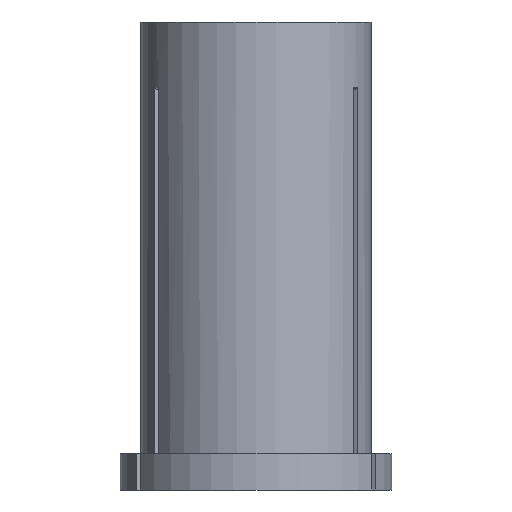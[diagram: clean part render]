
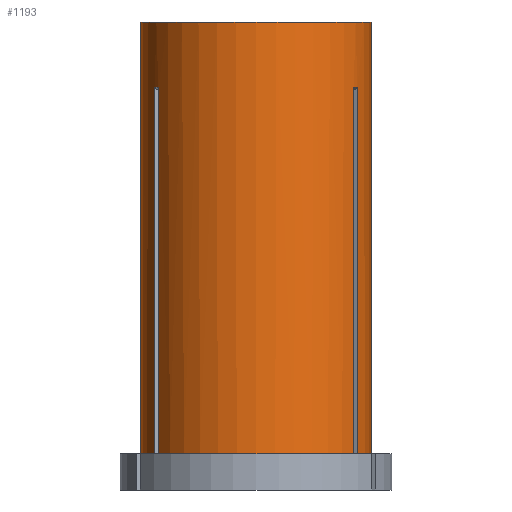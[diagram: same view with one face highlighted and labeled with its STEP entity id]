
A CAD part, front view. The second image highlights one B-rep face of the part: STEP entity #1193.
In plain terms, the highlighted cylindrical face has radius 15.875 mm (diameter 31.75 mm), a partial arc.
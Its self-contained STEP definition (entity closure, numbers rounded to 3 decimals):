
#9 = DIRECTION ( 'NONE',  ( 0., 0., 1. ) ) ;
#43 = LINE ( 'NONE', #1273, #752 ) ;
#49 = VECTOR ( 'NONE', #404, 1000. ) ;
#55 = VERTEX_POINT ( 'NONE', #1239 ) ;
#92 = CARTESIAN_POINT ( 'NONE',  ( 0., 0., -59.6 ) ) ;
#96 = DIRECTION ( 'NONE',  ( 1., 0., 0. ) ) ;
#142 = VERTEX_POINT ( 'NONE', #799 ) ;
#158 = EDGE_CURVE ( 'NONE', #941, #55, #579, .T. ) ;
#172 = VERTEX_POINT ( 'NONE', #1005 ) ;
#222 = EDGE_LOOP ( 'NONE', ( #256, #998, #1166, #1116, #538, #277, #463, #1066, #1269, #308, #986, #540 ) ) ;
#248 = DIRECTION ( 'NONE',  ( 0., 0., 1. ) ) ;
#256 = ORIENTED_EDGE ( 'NONE', *, *, #435, .F. ) ;
#277 = ORIENTED_EDGE ( 'NONE', *, *, #1139, .T. ) ;
#281 = DIRECTION ( 'NONE',  ( 1., 0., 0. ) ) ;
#308 = ORIENTED_EDGE ( 'NONE', *, *, #158, .T. ) ;
#338 = DIRECTION ( 'NONE',  ( 0., 0., 1. ) ) ;
#345 = CARTESIAN_POINT ( 'NONE',  ( -13.491, -8.367, 0. ) ) ;
#354 = EDGE_CURVE ( 'NONE', #893, #907, #1237, .T. ) ;
#356 = CARTESIAN_POINT ( 'NONE',  ( 13.913, -7.647, -9.002 ) ) ;
#368 = LINE ( 'NONE', #1040, #49 ) ;
#373 = CARTESIAN_POINT ( 'NONE',  ( -13.579, -8.226, -9.002 ) ) ;
#399 = CARTESIAN_POINT ( 'NONE',  ( 13.991, -7.501, -9.006 ) ) ;
#404 = DIRECTION ( 'NONE',  ( 0., 0., 1. ) ) ;
#413 = DIRECTION ( 'NONE',  ( 1., 0., 0. ) ) ;
#419 = EDGE_CURVE ( 'NONE', #1368, #1238, #960, .T. ) ;
#435 = EDGE_CURVE ( 'NONE', #893, #1085, #1291, .T. ) ;
#436 = LINE ( 'NONE', #345, #1030 ) ;
#443 = CIRCLE ( 'NONE', #1170, 15.875 ) ;
#454 = FACE_OUTER_BOUND ( 'NONE', #222, .T. ) ;
#457 = VECTOR ( 'NONE', #338, 1000. ) ;
#463 = ORIENTED_EDGE ( 'NONE', *, *, #497, .T. ) ;
#466 = VERTEX_POINT ( 'NONE', #1345 ) ;
#478 = LINE ( 'NONE', #1330, #1264 ) ;
#497 = EDGE_CURVE ( 'NONE', #522, #142, #368, .T. ) ;
#511 = DIRECTION ( 'NONE',  ( 1., 0., 0. ) ) ;
#516 = DIRECTION ( 'NONE',  ( 0., 0., 1. ) ) ;
#522 = VERTEX_POINT ( 'NONE', #634 ) ;
#530 = CARTESIAN_POINT ( 'NONE',  ( -13.991, -7.501, -9.006 ) ) ;
#538 = ORIENTED_EDGE ( 'NONE', *, *, #572, .F. ) ;
#540 = ORIENTED_EDGE ( 'NONE', *, *, #882, .F. ) ;
#544 = CARTESIAN_POINT ( 'NONE',  ( -15.875, 0., 0. ) ) ;
#548 = EDGE_CURVE ( 'NONE', #142, #1250, #1276, .T. ) ;
#556 = CARTESIAN_POINT ( 'NONE',  ( -13.991, -7.501, -9.006 ) ) ;
#564 = CARTESIAN_POINT ( 'NONE',  ( 13.751, -7.938, -8.998 ) ) ;
#572 = EDGE_CURVE ( 'NONE', #466, #1238, #436, .T. ) ;
#578 = CARTESIAN_POINT ( 'NONE',  ( -13.912, -7.648, -9.002 ) ) ;
#579 = CIRCLE ( 'NONE', #760, 15.875 ) ;
#593 = CARTESIAN_POINT ( 'NONE',  ( -13.991, -7.501, -59.6 ) ) ;
#618 = CARTESIAN_POINT ( 'NONE',  ( -13.491, -8.367, -9.006 ) ) ;
#634 = CARTESIAN_POINT ( 'NONE',  ( 13.491, -8.367, -59.6 ) ) ;
#665 = CARTESIAN_POINT ( 'NONE',  ( -13.491, -8.367, -9.006 ) ) ;
#674 = CARTESIAN_POINT ( 'NONE',  ( 13.491, -8.367, -9.006 ) ) ;
#680 = CIRCLE ( 'NONE', #1328, 15.875 ) ;
#695 = CARTESIAN_POINT ( 'NONE',  ( -15.875, 0., -59.6 ) ) ;
#696 = CARTESIAN_POINT ( 'NONE',  ( 0., 0., -59.6 ) ) ;
#698 = CARTESIAN_POINT ( 'NONE',  ( 0., 0., 0. ) ) ;
#752 = VECTOR ( 'NONE', #9, 1000. ) ;
#760 = AXIS2_PLACEMENT_3D ( 'NONE', #696, #1356, #96 ) ;
#764 = EDGE_CURVE ( 'NONE', #55, #172, #1365, .T. ) ;
#799 = CARTESIAN_POINT ( 'NONE',  ( 13.491, -8.367, -9.006 ) ) ;
#812 = CARTESIAN_POINT ( 'NONE',  ( 0., 0., -59.6 ) ) ;
#829 = CARTESIAN_POINT ( 'NONE',  ( 0., 0., 0. ) ) ;
#878 = CARTESIAN_POINT ( 'NONE',  ( 13.991, -7.501, -9.006 ) ) ;
#882 = EDGE_CURVE ( 'NONE', #1085, #172, #443, .T. ) ;
#893 = VERTEX_POINT ( 'NONE', #695 ) ;
#907 = VERTEX_POINT ( 'NONE', #593 ) ;
#910 = EDGE_CURVE ( 'NONE', #941, #1250, #478, .T. ) ;
#939 = DIRECTION ( 'NONE',  ( 0., 0., 1. ) ) ;
#941 = VERTEX_POINT ( 'NONE', #1131 ) ;
#947 = VECTOR ( 'NONE', #516, 1000. ) ;
#960 = B_SPLINE_CURVE_WITH_KNOTS ( 'NONE', 3,
 ( #556, #578, #1194, #1293, #373, #665 ),
 .UNSPECIFIED., .F., .F.,
 ( 4, 2, 4 ),
 ( 0.089, 0.09, 0.09 ),
 .UNSPECIFIED. ) ;
#986 = ORIENTED_EDGE ( 'NONE', *, *, #764, .T. ) ;
#989 = CARTESIAN_POINT ( 'NONE',  ( 13.58, -8.224, -9.002 ) ) ;
#991 = CYLINDRICAL_SURFACE ( 'NONE', #1195, 15.875 ) ;
#998 = ORIENTED_EDGE ( 'NONE', *, *, #354, .T. ) ;
#1005 = CARTESIAN_POINT ( 'NONE',  ( 15.875, 0., 0. ) ) ;
#1009 = DIRECTION ( 'NONE',  ( 0., 0., 1. ) ) ;
#1014 = DIRECTION ( 'NONE',  ( 1., 0., 0. ) ) ;
#1022 = CARTESIAN_POINT ( 'NONE',  ( -15.875, 0., 0. ) ) ;
#1030 = VECTOR ( 'NONE', #248, 1000. ) ;
#1040 = CARTESIAN_POINT ( 'NONE',  ( 13.491, -8.367, 0. ) ) ;
#1066 = ORIENTED_EDGE ( 'NONE', *, *, #548, .T. ) ;
#1085 = VERTEX_POINT ( 'NONE', #1022 ) ;
#1116 = ORIENTED_EDGE ( 'NONE', *, *, #419, .T. ) ;
#1131 = CARTESIAN_POINT ( 'NONE',  ( 13.991, -7.501, -59.6 ) ) ;
#1135 = DIRECTION ( 'NONE',  ( 0., 0., 1. ) ) ;
#1139 = EDGE_CURVE ( 'NONE', #466, #522, #680, .T. ) ;
#1156 = CARTESIAN_POINT ( 'NONE',  ( 15.875, 0., 0. ) ) ;
#1166 = ORIENTED_EDGE ( 'NONE', *, *, #1321, .T. ) ;
#1170 = AXIS2_PLACEMENT_3D ( 'NONE', #698, #1220, #281 ) ;
#1193 = ADVANCED_FACE ( 'NONE', ( #454 ), #991, .T. ) ;
#1194 = CARTESIAN_POINT ( 'NONE',  ( -13.831, -7.794, -9. ) ) ;
#1195 = AXIS2_PLACEMENT_3D ( 'NONE', #829, #1135, #511 ) ;
#1220 = DIRECTION ( 'NONE',  ( 0., 0., 1. ) ) ;
#1227 = DIRECTION ( 'NONE',  ( 0., 0., 1. ) ) ;
#1237 = CIRCLE ( 'NONE', #1338, 15.875 ) ;
#1238 = VERTEX_POINT ( 'NONE', #618 ) ;
#1239 = CARTESIAN_POINT ( 'NONE',  ( 15.875, 0., -59.6 ) ) ;
#1250 = VERTEX_POINT ( 'NONE', #399 ) ;
#1264 = VECTOR ( 'NONE', #1227, 1000. ) ;
#1269 = ORIENTED_EDGE ( 'NONE', *, *, #910, .F. ) ;
#1273 = CARTESIAN_POINT ( 'NONE',  ( -13.991, -7.501, 0. ) ) ;
#1276 = B_SPLINE_CURVE_WITH_KNOTS ( 'NONE', 3,
 ( #674, #989, #564, #356, #878 ),
 .UNSPECIFIED., .F., .F.,
 ( 4, 1, 4 ),
 ( 0.098, 0.098, 0.099 ),
 .UNSPECIFIED. ) ;
#1291 = LINE ( 'NONE', #544, #457 ) ;
#1293 = CARTESIAN_POINT ( 'NONE',  ( -13.664, -8.083, -9. ) ) ;
#1321 = EDGE_CURVE ( 'NONE', #907, #1368, #43, .T. ) ;
#1328 = AXIS2_PLACEMENT_3D ( 'NONE', #812, #1009, #1014 ) ;
#1330 = CARTESIAN_POINT ( 'NONE',  ( 13.991, -7.501, 0. ) ) ;
#1338 = AXIS2_PLACEMENT_3D ( 'NONE', #92, #939, #413 ) ;
#1345 = CARTESIAN_POINT ( 'NONE',  ( -13.491, -8.367, -59.6 ) ) ;
#1356 = DIRECTION ( 'NONE',  ( 0., 0., 1. ) ) ;
#1365 = LINE ( 'NONE', #1156, #947 ) ;
#1368 = VERTEX_POINT ( 'NONE', #530 ) ;
